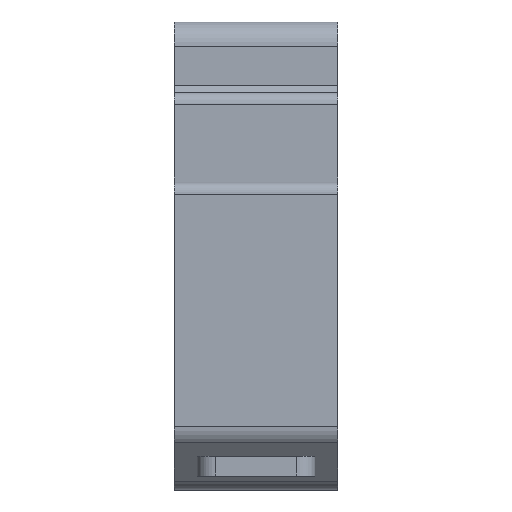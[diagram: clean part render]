
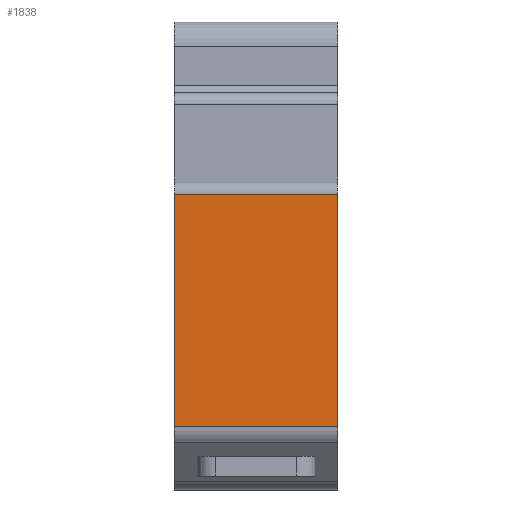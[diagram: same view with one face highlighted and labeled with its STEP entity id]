
A CAD part, front view. The second image highlights one B-rep face of the part: STEP entity #1838.
In plain terms, the highlighted planar face has unit normal (0, -1, 0).
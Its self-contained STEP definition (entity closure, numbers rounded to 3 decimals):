
#20 = CARTESIAN_POINT ( 'NONE',  ( 27., 0., 16. ) ) ;
#68 = ORIENTED_EDGE ( 'NONE', *, *, #294, .T. ) ;
#99 = CARTESIAN_POINT ( 'NONE',  ( 27., 0., 16. ) ) ;
#138 = LINE ( 'NONE', #99, #1704 ) ;
#158 = LINE ( 'NONE', #1487, #1544 ) ;
#159 = VERTEX_POINT ( 'NONE', #1450 ) ;
#205 = ORIENTED_EDGE ( 'NONE', *, *, #565, .T. ) ;
#257 = AXIS2_PLACEMENT_3D ( 'NONE', #533, #690, #1906 ) ;
#277 = DIRECTION ( 'NONE',  ( 0., 0., -1. ) ) ;
#294 = EDGE_CURVE ( 'NONE', #1484, #1073, #138, .T. ) ;
#344 = LINE ( 'NONE', #1910, #1963 ) ;
#406 = ORIENTED_EDGE ( 'NONE', *, *, #1888, .F. ) ;
#441 = CARTESIAN_POINT ( 'NONE',  ( 27., 0., -22.552 ) ) ;
#526 = EDGE_CURVE ( 'NONE', #1284, #159, #1164, .T. ) ;
#533 = CARTESIAN_POINT ( 'NONE',  ( 27., 0., 0. ) ) ;
#565 = EDGE_CURVE ( 'NONE', #1073, #159, #158, .T. ) ;
#576 = EDGE_LOOP ( 'NONE', ( #205, #1638, #406, #68 ) ) ;
#690 = DIRECTION ( 'NONE',  ( 0., 1., 0. ) ) ;
#764 = CARTESIAN_POINT ( 'NONE',  ( 27., 0., -22.552 ) ) ;
#993 = DIRECTION ( 'NONE',  ( 0., 0., -1. ) ) ;
#1073 = VERTEX_POINT ( 'NONE', #1168 ) ;
#1142 = PLANE ( 'NONE',  #257 ) ;
#1164 = LINE ( 'NONE', #441, #1784 ) ;
#1168 = CARTESIAN_POINT ( 'NONE',  ( 0., 0., 16. ) ) ;
#1277 = FACE_OUTER_BOUND ( 'NONE', #576, .T. ) ;
#1284 = VERTEX_POINT ( 'NONE', #764 ) ;
#1450 = CARTESIAN_POINT ( 'NONE',  ( 0., 0., -22.552 ) ) ;
#1484 = VERTEX_POINT ( 'NONE', #20 ) ;
#1487 = CARTESIAN_POINT ( 'NONE',  ( 0., 0., 0. ) ) ;
#1511 = DIRECTION ( 'NONE',  ( -1., 0., 0. ) ) ;
#1544 = VECTOR ( 'NONE', #277, 1000. ) ;
#1579 = DIRECTION ( 'NONE',  ( -1., 0., 0. ) ) ;
#1638 = ORIENTED_EDGE ( 'NONE', *, *, #526, .F. ) ;
#1704 = VECTOR ( 'NONE', #1579, 1000. ) ;
#1784 = VECTOR ( 'NONE', #1511, 1000. ) ;
#1838 = ADVANCED_FACE ( 'NONE', ( #1277 ), #1142, .F. ) ;
#1888 = EDGE_CURVE ( 'NONE', #1484, #1284, #344, .T. ) ;
#1906 = DIRECTION ( 'NONE',  ( 0., 0., 1. ) ) ;
#1910 = CARTESIAN_POINT ( 'NONE',  ( 27., 0., -22.552 ) ) ;
#1963 = VECTOR ( 'NONE', #993, 1000. ) ;
